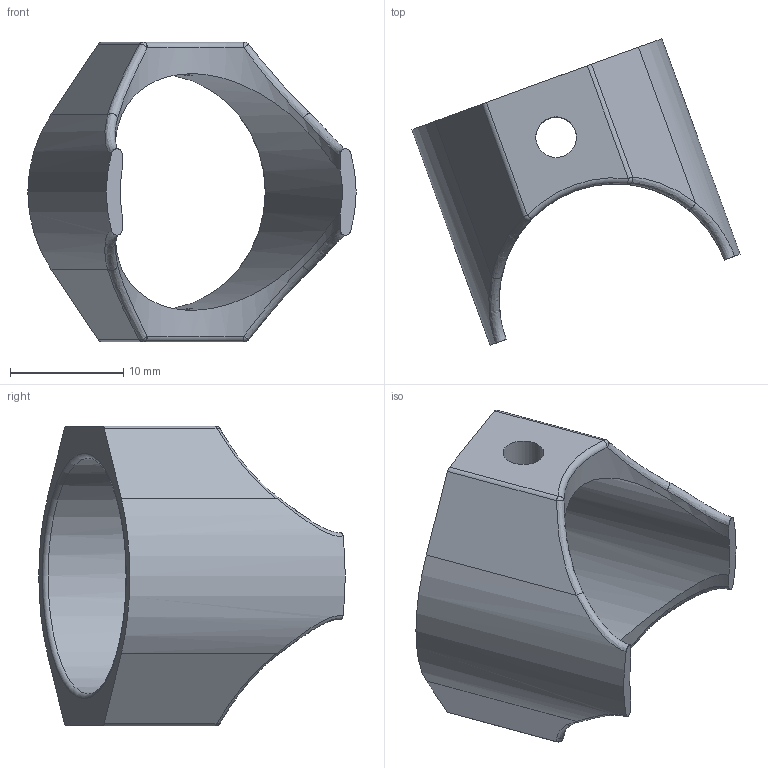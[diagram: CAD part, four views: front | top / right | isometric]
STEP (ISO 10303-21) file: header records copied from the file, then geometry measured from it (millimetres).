
FILE_DESCRIPTION(/* description */ (''),/* implementation_level */ '2;1');
FILE_NAME(/* name */ 'Leg Cover.step',/* time_stamp */ '2021-06-11T21:37:35+02:00',/* author */ (''),/* organization */ (''),/* preprocessor_version */ 'ST-DEVELOPER v18.1',/* originating_system */ 'Autodesk Translation Framework v10.9.0.1377',/* authorisation */ '');
FILE_SCHEMA (('AUTOMOTIVE_DESIGN { 1 0 10303 214 3 1 1 }'));
Length unit declared in the file: millimetre
Products named in the file (1): Leg Cover
Bounding box: 29.01 x 27.07 x 26.47 mm (x, y, z)
Volume: 1850.8 mm3; surface area: 2410.7 mm2
Topology: 1 solids, 1 shells, 35 faces, 90 edges, 55 vertices
Faces by surface type: cylinder 11, plane 9, bspline 8, sphere 4, torus 3
Full cylindrical faces by diameter (mm): 3.6 x2, 20.9 x1
Entity records: 1546 total; most frequent: CARTESIAN_POINT 674, ORIENTED_EDGE 180, DIRECTION 168, EDGE_CURVE 90, AXIS2_PLACEMENT_3D 71, VERTEX_POINT 55, EDGE_LOOP 39, FACE_OUTER_BOUND 35
